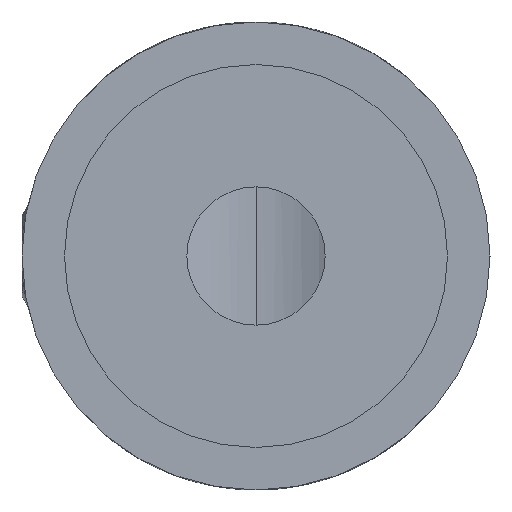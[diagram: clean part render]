
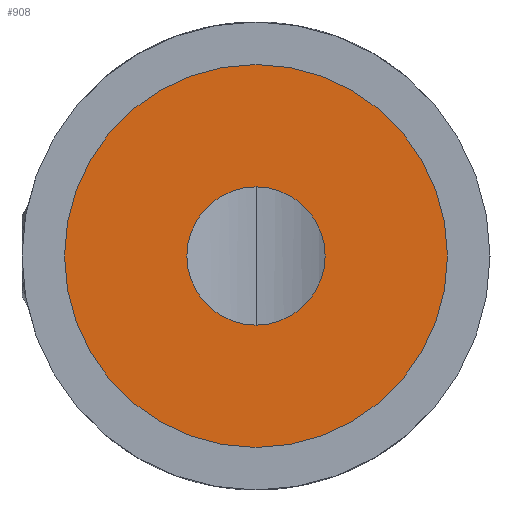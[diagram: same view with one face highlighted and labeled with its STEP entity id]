
A CAD part, left-side view. The second image highlights one B-rep face of the part: STEP entity #908.
In plain terms, the highlighted planar face has unit normal (-1, 0, 0).
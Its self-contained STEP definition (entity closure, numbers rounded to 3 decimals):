
#74 = CARTESIAN_POINT ( 'NONE',  ( 2.1, 0., -3.25 ) ) ;
#87 = VERTEX_POINT ( 'NONE', #815 ) ;
#265 = DIRECTION ( 'NONE',  ( 0., 0., 1. ) ) ;
#294 = VERTEX_POINT ( 'NONE', #1787 ) ;
#304 = CARTESIAN_POINT ( 'NONE',  ( 2.1, 0., 9. ) ) ;
#312 = CIRCLE ( 'NONE', #1920, 3.25 ) ;
#317 = CARTESIAN_POINT ( 'NONE',  ( 2.1, 0., 0. ) ) ;
#401 = CARTESIAN_POINT ( 'NONE',  ( 2.1, 0., 0. ) ) ;
#457 = EDGE_CURVE ( 'NONE', #294, #1363, #2327, .T. ) ;
#509 = CARTESIAN_POINT ( 'NONE',  ( 2.1, 3.25, 0. ) ) ;
#512 = DIRECTION ( 'NONE',  ( -1., 0., 0. ) ) ;
#514 = DIRECTION ( 'NONE',  ( -1., 0., 0. ) ) ;
#557 = DIRECTION ( 'NONE',  ( -1., 0., 0. ) ) ;
#647 = AXIS2_PLACEMENT_3D ( 'NONE', #401, #1782, #697 ) ;
#657 = ORIENTED_EDGE ( 'NONE', *, *, #457, .F. ) ;
#697 = DIRECTION ( 'NONE',  ( 0., 0., 1. ) ) ;
#740 = AXIS2_PLACEMENT_3D ( 'NONE', #1460, #557, #788 ) ;
#788 = DIRECTION ( 'NONE',  ( 0., 0., 1. ) ) ;
#815 = CARTESIAN_POINT ( 'NONE',  ( 2.1, 0., -9. ) ) ;
#908 = ADVANCED_FACE ( 'NONE', ( #1615, #2094 ), #984, .F. ) ;
#949 = CIRCLE ( 'NONE', #740, 9. ) ;
#984 = PLANE ( 'NONE',  #2602 ) ;
#1026 = EDGE_LOOP ( 'NONE', ( #657, #1200 ) ) ;
#1051 = EDGE_CURVE ( 'NONE', #2080, #87, #1883, .T. ) ;
#1093 = EDGE_LOOP ( 'NONE', ( #1779, #1124 ) ) ;
#1124 = ORIENTED_EDGE ( 'NONE', *, *, #2592, .T. ) ;
#1169 = DIRECTION ( 'NONE',  ( 0., 0., 1. ) ) ;
#1200 = ORIENTED_EDGE ( 'NONE', *, *, #2504, .F. ) ;
#1363 = VERTEX_POINT ( 'NONE', #74 ) ;
#1388 = CARTESIAN_POINT ( 'NONE',  ( 2.1, 0., 0. ) ) ;
#1460 = CARTESIAN_POINT ( 'NONE',  ( 2.1, 0., 0. ) ) ;
#1615 = FACE_BOUND ( 'NONE', #1026, .T. ) ;
#1744 = AXIS2_PLACEMENT_3D ( 'NONE', #317, #514, #1169 ) ;
#1779 = ORIENTED_EDGE ( 'NONE', *, *, #1051, .T. ) ;
#1782 = DIRECTION ( 'NONE',  ( -1., 0., 0. ) ) ;
#1787 = CARTESIAN_POINT ( 'NONE',  ( 2.1, 0., 3.25 ) ) ;
#1835 = DIRECTION ( 'NONE',  ( 0., 0., -1. ) ) ;
#1883 = CIRCLE ( 'NONE', #647, 9. ) ;
#1920 = AXIS2_PLACEMENT_3D ( 'NONE', #1388, #512, #265 ) ;
#2080 = VERTEX_POINT ( 'NONE', #304 ) ;
#2094 = FACE_OUTER_BOUND ( 'NONE', #1093, .T. ) ;
#2289 = DIRECTION ( 'NONE',  ( 1., 0., 0. ) ) ;
#2327 = CIRCLE ( 'NONE', #1744, 3.25 ) ;
#2504 = EDGE_CURVE ( 'NONE', #1363, #294, #312, .T. ) ;
#2592 = EDGE_CURVE ( 'NONE', #87, #2080, #949, .T. ) ;
#2602 = AXIS2_PLACEMENT_3D ( 'NONE', #509, #2289, #1835 ) ;
